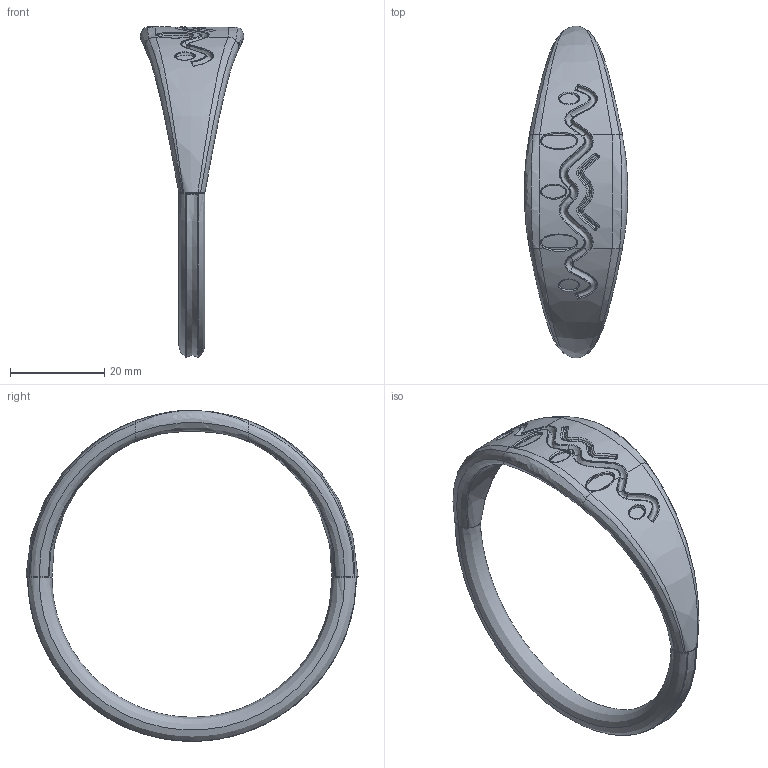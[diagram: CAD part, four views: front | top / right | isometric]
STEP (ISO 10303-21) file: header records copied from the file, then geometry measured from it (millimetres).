
FILE_DESCRIPTION(('FreeCAD Model'),'2;1');
FILE_NAME('Open CASCADE Shape Model','2025-05-04T13:48:30',('FreeCAD'),( 'FreeCAD'),'Open CASCADE STEP processor 7.6','FreeCAD','Unknown');
FILE_SCHEMA(('AUTOMOTIVE_DESIGN { 1 0 10303 214 1 1 1 1 }'));
Products named in the file (1): Open CASCADE STEP translator 7.6 1
Bounding box: 21.94 x 70.48 x 70.23 mm (x, y, z)
Surface area: 6393.2 mm2 (no closed solid volume)
Topology: 0 solids, 144 shells, 213 faces, 910 edges, 868 vertices
Faces by surface type: bspline 213
Entity records: 38267 total; most frequent: CARTESIAN_POINT 33539, ORIENTED_EDGE 1014, EDGE_CURVE 863, B_SPLINE_CURVE_WITH_KNOTS 859, VERTEX_POINT 798, FACE_BOUND 220, EDGE_LOOP 220, ADVANCED_FACE 213
